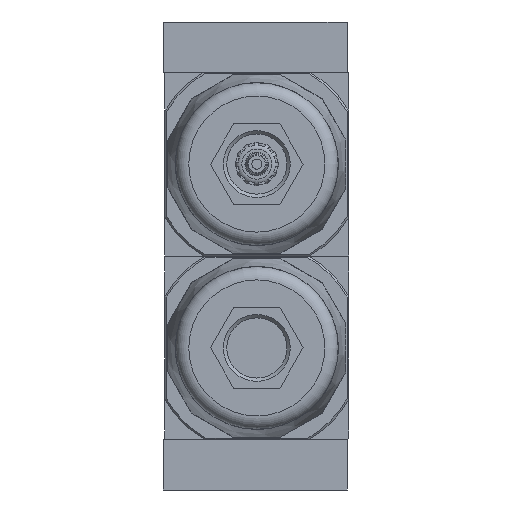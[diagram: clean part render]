
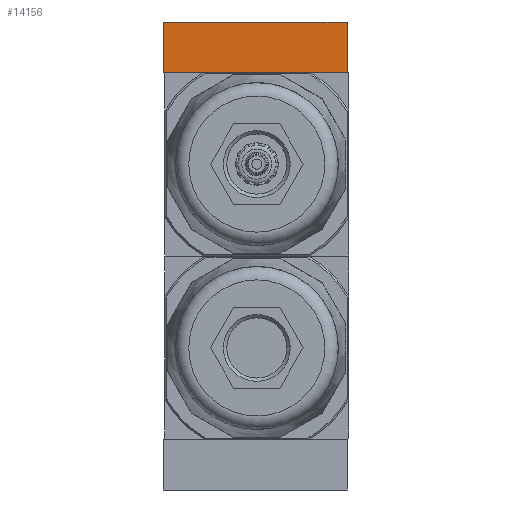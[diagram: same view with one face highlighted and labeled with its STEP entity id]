
A CAD part, front view. The second image highlights one B-rep face of the part: STEP entity #14156.
In plain terms, the highlighted planar face has unit normal (0, -1, 0).
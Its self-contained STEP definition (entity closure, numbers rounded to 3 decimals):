
#1746=ORIENTED_EDGE('',*,*,#6000,.T.);
#1747=ORIENTED_EDGE('',*,*,#6025,.F.);
#1748=ORIENTED_EDGE('',*,*,#6026,.F.);
#1749=ORIENTED_EDGE('',*,*,#6022,.T.);
#6000=EDGE_CURVE('',#8138,#8140,#9611,.T.);
#6022=EDGE_CURVE('',#8162,#8138,#9618,.T.);
#6025=EDGE_CURVE('',#8164,#8140,#9621,.T.);
#6026=EDGE_CURVE('',#8162,#8164,#9622,.T.);
#8138=VERTEX_POINT('',#25412);
#8140=VERTEX_POINT('',#25416);
#8162=VERTEX_POINT('',#25463);
#8164=VERTEX_POINT('',#25469);
#9611=LINE('',#25417,#10523);
#9618=LINE('',#25462,#10530);
#9621=LINE('',#25468,#10533);
#9622=LINE('',#25470,#10534);
#10523=VECTOR('',#21253,1000.);
#10530=VECTOR('',#21294,1000.);
#10533=VECTOR('',#21299,1000.);
#10534=VECTOR('',#21300,1000.);
#11441=EDGE_LOOP('',(#1746,#1747,#1748,#1749));
#12560=FACE_BOUND('',#11441,.T.);
#13679=PLANE('',#19640);
#14156=ADVANCED_FACE('',(#12560),#13679,.F.);
#19640=AXIS2_PLACEMENT_3D('',#25467,#21297,#21298);
#21253=DIRECTION('',(1.,0.,0.));
#21294=DIRECTION('',(0.,0.,-1.));
#21297=DIRECTION('',(0.,1.,0.));
#21298=DIRECTION('',(0.,0.,1.));
#21299=DIRECTION('',(0.,0.,-1.));
#21300=DIRECTION('',(1.,0.,0.));
#25412=CARTESIAN_POINT('',(-27.5,-16.,-7.5));
#25416=CARTESIAN_POINT('',(27.5,-16.,-7.5));
#25417=CARTESIAN_POINT('',(-27.5,-16.,-7.5));
#25462=CARTESIAN_POINT('',(-27.5,-16.,7.5));
#25463=CARTESIAN_POINT('',(-27.5,-16.,7.5));
#25467=CARTESIAN_POINT('',(-27.5,-16.,7.5));
#25468=CARTESIAN_POINT('',(27.5,-16.,7.5));
#25469=CARTESIAN_POINT('',(27.5,-16.,7.5));
#25470=CARTESIAN_POINT('',(-27.5,-16.,7.5));
